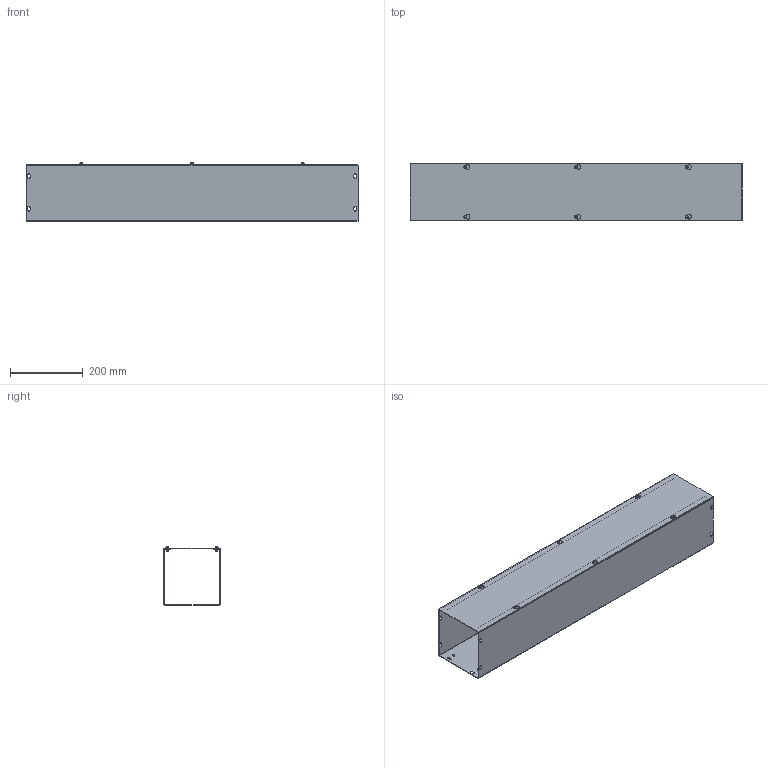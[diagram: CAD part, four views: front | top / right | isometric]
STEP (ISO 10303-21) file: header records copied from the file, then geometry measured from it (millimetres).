
FILE_DESCRIPTION(/* description */ ('WW, S, NK, BLR, CS, 6X6X36'),/* implementation_level */ '2;1');
FILE_NAME(/* name */ 'S6636NK.stp',/* time_stamp */ '2017-06-28T12:30:53+05:00',/* author */ ('vdas'),/* organization */ (''),/* preprocessor_version */ 'ST-DEVELOPER v16.1',/* originating_system */ 'Autodesk Inventor 2016',/* authorisation */ '');
FILE_SCHEMA (('AUTOMOTIVE_DESIGN { 1 0 10303 214 3 1 1 }'));
Length unit declared in the file: inch
Products named in the file (4): S6636NKBLR; S6636NKLID; 372141; S6636NK
Assembly tree (8 placements, depth 2):
  S6636NK
    S6636NKBLR
    S6636NKLID
    372141  x6
Bounding box: 914.4 x 155.57 x 160.59 mm (x, y, z)
Volume: 937621 mm3; surface area: 1190963 mm2
Topology: 8 solids, 8 shells, 622 faces, 1504 edges, 904 vertices
Faces by surface type: plane 238, cone 162, cylinder 126, torus 84, bspline 12
Full cylindrical faces by diameter (mm): 4.089 x6, 4.595 x48, 6.35 x4, 7.938 x6
Entity records: 7695 total; most frequent: CARTESIAN_POINT 1671, DIRECTION 1214, ORIENTED_EDGE 1124, EDGE_CURVE 562, AXIS2_PLACEMENT_3D 451, VERTEX_POINT 384, EDGE_LOOP 354, LINE 312
